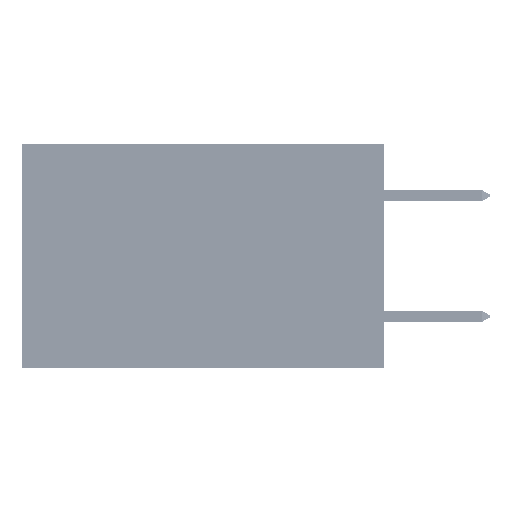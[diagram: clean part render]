
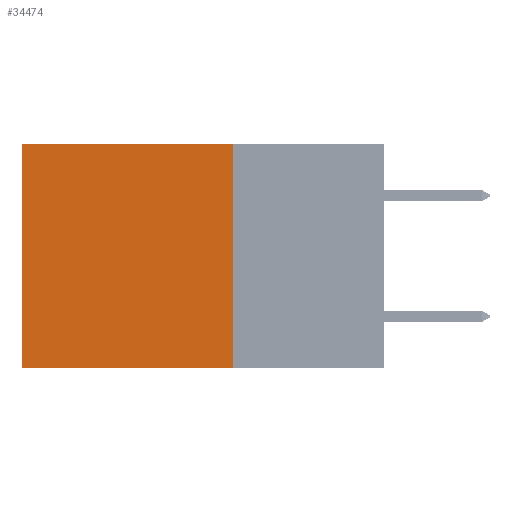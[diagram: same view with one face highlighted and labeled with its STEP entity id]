
A CAD part, left-side view. The second image highlights one B-rep face of the part: STEP entity #34474.
In plain terms, the highlighted planar face has unit normal (-1, 0, 0).
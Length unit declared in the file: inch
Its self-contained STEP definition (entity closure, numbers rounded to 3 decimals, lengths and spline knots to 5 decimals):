
#355 = VECTOR ( 'NONE', #43401, 39.37008 ) ;
#958 = ORIENTED_EDGE ( 'NONE', *, *, #35046, .T. ) ;
#1410 = LINE ( 'NONE', #37964, #2552 ) ;
#2552 = VECTOR ( 'NONE', #38112, 39.37008 ) ;
#2750 = EDGE_CURVE ( 'NONE', #34573, #13781, #17510, .T. ) ;
#5181 = LINE ( 'NONE', #23279, #7467 ) ;
#5592 = EDGE_CURVE ( 'NONE', #14629, #34573, #9968, .T. ) ;
#5805 = CARTESIAN_POINT ( 'NONE',  ( 0.2875, 0.6, 0. ) ) ;
#7467 = VECTOR ( 'NONE', #8916, 39.37008 ) ;
#8916 = DIRECTION ( 'NONE',  ( 0., 0., -1. ) ) ;
#9150 = CARTESIAN_POINT ( 'NONE',  ( 0.2875, 0.25, 0. ) ) ;
#9930 = DIRECTION ( 'NONE',  ( 0., 1., 0. ) ) ;
#9968 = LINE ( 'NONE', #17963, #355 ) ;
#11633 = FACE_OUTER_BOUND ( 'NONE', #13028, .T. ) ;
#13028 = EDGE_LOOP ( 'NONE', ( #16905, #21190, #30656, #958 ) ) ;
#13385 = DIRECTION ( 'NONE',  ( 1., 0., 0. ) ) ;
#13781 = VERTEX_POINT ( 'NONE', #17841 ) ;
#14629 = VERTEX_POINT ( 'NONE', #9150 ) ;
#16905 = ORIENTED_EDGE ( 'NONE', *, *, #23425, .T. ) ;
#16998 = DIRECTION ( 'NONE',  ( 0., 0., -1. ) ) ;
#17510 = LINE ( 'NONE', #45607, #28780 ) ;
#17841 = CARTESIAN_POINT ( 'NONE',  ( 0.2875, 0.6, -0.37 ) ) ;
#17963 = CARTESIAN_POINT ( 'NONE',  ( 0.2875, 0.25, 0. ) ) ;
#20928 = CARTESIAN_POINT ( 'NONE',  ( 0.2875, 0.25, 0. ) ) ;
#21190 = ORIENTED_EDGE ( 'NONE', *, *, #2750, .F. ) ;
#23279 = CARTESIAN_POINT ( 'NONE',  ( 0.2875, 0.6, 0. ) ) ;
#23425 = EDGE_CURVE ( 'NONE', #23929, #13781, #5181, .T. ) ;
#23929 = VERTEX_POINT ( 'NONE', #5805 ) ;
#24432 = PLANE ( 'NONE',  #27053 ) ;
#27053 = AXIS2_PLACEMENT_3D ( 'NONE', #20928, #13385, #16998 ) ;
#28780 = VECTOR ( 'NONE', #9930, 39.37008 ) ;
#30656 = ORIENTED_EDGE ( 'NONE', *, *, #5592, .F. ) ;
#34474 = ADVANCED_FACE ( 'NONE', ( #11633 ), #24432, .F. ) ;
#34573 = VERTEX_POINT ( 'NONE', #43208 ) ;
#35046 = EDGE_CURVE ( 'NONE', #14629, #23929, #1410, .T. ) ;
#37964 = CARTESIAN_POINT ( 'NONE',  ( 0.2875, 0.25, 0. ) ) ;
#38112 = DIRECTION ( 'NONE',  ( 0., 1., 0. ) ) ;
#43208 = CARTESIAN_POINT ( 'NONE',  ( 0.2875, 0.25, -0.37 ) ) ;
#43401 = DIRECTION ( 'NONE',  ( 0., 0., -1. ) ) ;
#45607 = CARTESIAN_POINT ( 'NONE',  ( 0.2875, 0.25, -0.37 ) ) ;
